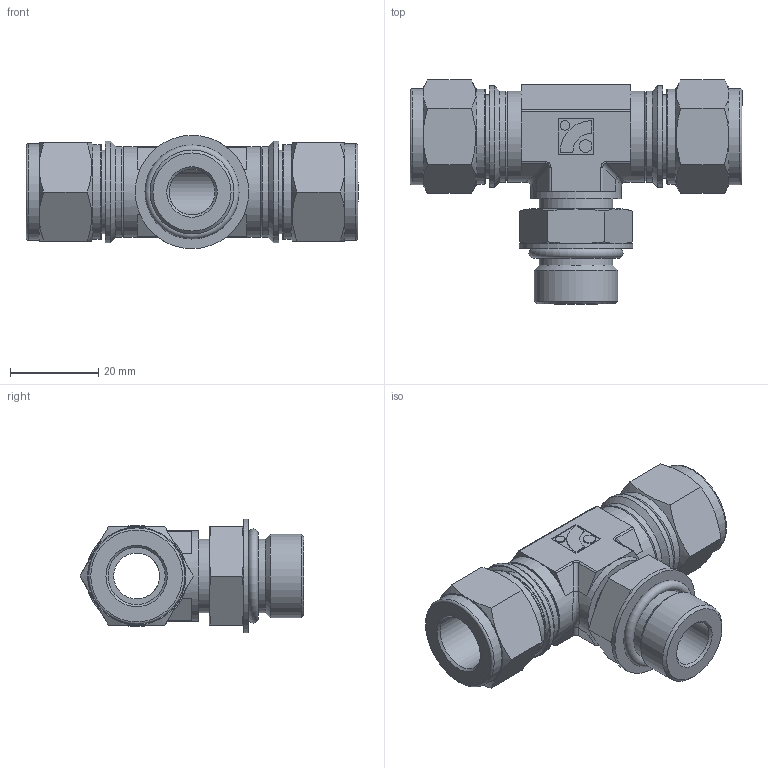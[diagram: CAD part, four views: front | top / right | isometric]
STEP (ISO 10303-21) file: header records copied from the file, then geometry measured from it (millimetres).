
FILE_DESCRIPTION(/* description */ (''),/* implementation_level */ '2;1');
FILE_NAME(/* name */ 'SPMBTI-8-8U.stp',/* time_stamp */ '2022-05-25T12:11:44+09:00',/* author */ ('user'),/* organization */ (''),/* preprocessor_version */ 'ST-DEVELOPER v18.1',/* originating_system */ 'Autodesk Inventor 2022',/* authorisation */ '');
FILE_SCHEMA (('AUTOMOTIVE_DESIGN { 1 0 10303 214 3 1 1 }'));
Length unit declared in the file: millimetre
Products named in the file (1): SPMBT-8-8U_단순화_1
Bounding box: 75.2 x 50.73 x 25.7 mm (x, y, z)
Volume: 26459.3 mm3; surface area: 14690.8 mm2
Topology: 2 solids, 2 shells, 181 faces, 400 edges, 244 vertices
Faces by surface type: plane 79, cylinder 45, cone 45, torus 6, bspline 6
Full cylindrical faces by diameter (mm): 2.16 x1, 2.88 x1, 10.4 x1, 10.414 x1, 12.9 x2, 16.7 x2, 16.9 x1, 17.2 x2, 17.7 x2, 18.9 x2, 19 x1, 20.6 x5, 21.5 x2, 21.8 x2, 23 x2, 25.7 x1
Entity records: 5173 total; most frequent: CARTESIAN_POINT 1175, DIRECTION 858, ORIENTED_EDGE 800, EDGE_CURVE 400, AXIS2_PLACEMENT_3D 345, VERTEX_POINT 244, EDGE_LOOP 208, FACE_OUTER_BOUND 181
